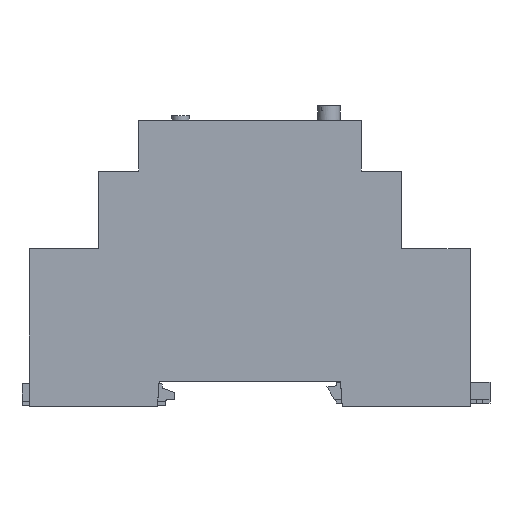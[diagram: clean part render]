
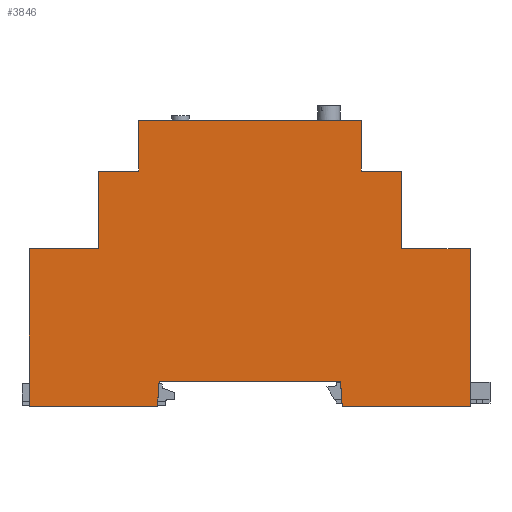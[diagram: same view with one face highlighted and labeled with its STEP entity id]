
A CAD part, left-side view. The second image highlights one B-rep face of the part: STEP entity #3846.
In plain terms, the highlighted planar face has unit normal (-1, 0, 0).
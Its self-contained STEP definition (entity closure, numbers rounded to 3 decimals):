
#3846=ADVANCED_FACE('',(#12116),#12118,.T.);
#12116=FACE_BOUND('',#12117,.T.);
#12117=EDGE_LOOP('',(#19658,#19659,#19660,#19661,#19662,#19663,#19664,#19665,#19666,
#19667,#19668,#19669,#19670,#19671,#19672,#19673));
#12118=PLANE('',#12119);
#12119=AXIS2_PLACEMENT_3D('',#12120,#12121,#12122);
#12120=CARTESIAN_POINT('',(-44.,0.,0.));
#12121=DIRECTION('',(-1.,0.,0.));
#12122=DIRECTION('',(0.,0.,-1.));
#19658=ORIENTED_EDGE('',*,*,#24676,.T.);
#19659=ORIENTED_EDGE('',*,*,#24677,.T.);
#19660=ORIENTED_EDGE('',*,*,#24678,.T.);
#19661=ORIENTED_EDGE('',*,*,#24679,.T.);
#19662=ORIENTED_EDGE('',*,*,#24680,.T.);
#19663=ORIENTED_EDGE('',*,*,#24681,.T.);
#19664=ORIENTED_EDGE('',*,*,#24682,.T.);
#19665=ORIENTED_EDGE('',*,*,#24683,.T.);
#19666=ORIENTED_EDGE('',*,*,#24684,.T.);
#19667=ORIENTED_EDGE('',*,*,#24685,.T.);
#19668=ORIENTED_EDGE('',*,*,#24686,.T.);
#19669=ORIENTED_EDGE('',*,*,#24484,.T.);
#19670=ORIENTED_EDGE('',*,*,#24675,.T.);
#19671=ORIENTED_EDGE('',*,*,#24687,.T.);
#19672=ORIENTED_EDGE('',*,*,#24688,.T.);
#19673=ORIENTED_EDGE('',*,*,#24689,.T.);
#24484=EDGE_CURVE('',#28514,#28512,#28515,.T.);
#24675=EDGE_CURVE('',#28512,#28883,#28885,.T.);
#24676=EDGE_CURVE('',#28886,#28887,#28888,.T.);
#24677=EDGE_CURVE('',#28887,#28889,#28890,.T.);
#24678=EDGE_CURVE('',#28889,#28891,#28892,.T.);
#24679=EDGE_CURVE('',#28891,#28893,#28894,.T.);
#24680=EDGE_CURVE('',#28893,#28895,#28896,.T.);
#24681=EDGE_CURVE('',#28895,#28897,#28898,.T.);
#24682=EDGE_CURVE('',#28897,#28899,#28900,.T.);
#24683=EDGE_CURVE('',#28899,#28901,#28902,.T.);
#24684=EDGE_CURVE('',#28901,#28903,#28904,.T.);
#24685=EDGE_CURVE('',#28903,#28905,#28906,.T.);
#24686=EDGE_CURVE('',#28905,#28514,#28907,.T.);
#24687=EDGE_CURVE('',#28883,#28908,#28909,.T.);
#24688=EDGE_CURVE('',#28908,#28910,#28911,.T.);
#24689=EDGE_CURVE('',#28910,#28886,#28912,.T.);
#28512=VERTEX_POINT('',#36451);
#28514=VERTEX_POINT('',#36455);
#28515=LINE('',#36456,#36457);
#28883=VERTEX_POINT('',#37341);
#28885=LINE('',#37345,#37346);
#28886=VERTEX_POINT('',#37348);
#28887=VERTEX_POINT('',#37349);
#28888=LINE('',#37350,#37351);
#28889=VERTEX_POINT('',#37353);
#28890=LINE('',#37354,#37355);
#28891=VERTEX_POINT('',#37357);
#28892=LINE('',#37358,#37359);
#28893=VERTEX_POINT('',#37361);
#28894=LINE('',#37362,#37363);
#28895=VERTEX_POINT('',#37365);
#28896=LINE('',#37366,#37367);
#28897=VERTEX_POINT('',#37369);
#28898=LINE('',#37370,#37371);
#28899=VERTEX_POINT('',#37373);
#28900=LINE('',#37374,#37375);
#28901=VERTEX_POINT('',#37377);
#28902=LINE('',#37378,#37379);
#28903=VERTEX_POINT('',#37381);
#28904=LINE('',#37382,#37383);
#28905=VERTEX_POINT('',#37385);
#28906=LINE('',#37386,#37387);
#28907=LINE('',#37389,#37390);
#28908=VERTEX_POINT('',#37392);
#28909=LINE('',#37393,#37394);
#28910=VERTEX_POINT('',#37396);
#28911=LINE('',#37397,#37398);
#28912=LINE('',#37400,#37401);
#36451=CARTESIAN_POINT('',(-44.,22.5,52.804));
#36455=CARTESIAN_POINT('',(-44.,-22.5,52.804));
#36456=CARTESIAN_POINT('',(-44.,-22.5,52.804));
#36457=VECTOR('',#36458,1.);
#36458=DIRECTION('',(0.,1.,0.));
#37341=CARTESIAN_POINT('',(-44.,22.5,42.606));
#37345=CARTESIAN_POINT('',(-44.,22.5,52.804));
#37346=VECTOR('',#37347,1.);
#37347=DIRECTION('',(0.,0.,-1.));
#37348=CARTESIAN_POINT('',(-44.,44.6,26.878));
#37349=CARTESIAN_POINT('',(-44.,44.6,-4.987));
#37350=CARTESIAN_POINT('',(-44.,44.6,26.878));
#37351=VECTOR('',#37352,1.);
#37352=DIRECTION('',(0.,0.,-1.));
#37353=CARTESIAN_POINT('',(-44.,18.7,-4.987));
#37354=CARTESIAN_POINT('',(-44.,44.6,-4.987));
#37355=VECTOR('',#37356,1.);
#37356=DIRECTION('',(0.,-1.,0.));
#37357=CARTESIAN_POINT('',(-44.,18.351,0.));
#37358=CARTESIAN_POINT('',(-44.,18.7,-4.987));
#37359=VECTOR('',#37360,1.);
#37360=DIRECTION('',(0.,-0.07,0.998));
#37361=CARTESIAN_POINT('',(-44.,-18.351,0.));
#37362=CARTESIAN_POINT('',(-44.,18.351,0.));
#37363=VECTOR('',#37364,1.);
#37364=DIRECTION('',(0.,-1.,0.));
#37365=CARTESIAN_POINT('',(-44.,-18.7,-4.987));
#37366=CARTESIAN_POINT('',(-44.,-18.351,0.));
#37367=VECTOR('',#37368,1.);
#37368=DIRECTION('',(0.,-0.07,-0.998));
#37369=CARTESIAN_POINT('',(-44.,-44.6,-4.987));
#37370=CARTESIAN_POINT('',(-44.,-18.7,-4.987));
#37371=VECTOR('',#37372,1.);
#37372=DIRECTION('',(0.,-1.,0.));
#37373=CARTESIAN_POINT('',(-44.,-44.6,26.878));
#37374=CARTESIAN_POINT('',(-44.,-44.6,-4.987));
#37375=VECTOR('',#37376,1.);
#37376=DIRECTION('',(0.,0.,1.));
#37377=CARTESIAN_POINT('',(-44.,-30.7,26.878));
#37378=CARTESIAN_POINT('',(-44.,-44.6,26.878));
#37379=VECTOR('',#37380,1.);
#37380=DIRECTION('',(0.,1.,0.));
#37381=CARTESIAN_POINT('',(-44.,-30.7,42.606));
#37382=CARTESIAN_POINT('',(-44.,-30.7,26.878));
#37383=VECTOR('',#37384,1.);
#37384=DIRECTION('',(0.,0.,1.));
#37385=CARTESIAN_POINT('',(-44.,-22.5,42.606));
#37386=CARTESIAN_POINT('',(-44.,-30.7,42.606));
#37387=VECTOR('',#37388,1.);
#37388=DIRECTION('',(0.,1.,0.));
#37389=CARTESIAN_POINT('',(-44.,-22.5,42.606));
#37390=VECTOR('',#37391,1.);
#37391=DIRECTION('',(0.,0.,1.));
#37392=CARTESIAN_POINT('',(-44.,30.7,42.606));
#37393=CARTESIAN_POINT('',(-44.,22.5,42.606));
#37394=VECTOR('',#37395,1.);
#37395=DIRECTION('',(0.,1.,0.));
#37396=CARTESIAN_POINT('',(-44.,30.7,26.878));
#37397=CARTESIAN_POINT('',(-44.,30.7,42.606));
#37398=VECTOR('',#37399,1.);
#37399=DIRECTION('',(0.,0.,-1.));
#37400=CARTESIAN_POINT('',(-44.,30.7,26.878));
#37401=VECTOR('',#37402,1.);
#37402=DIRECTION('',(0.,1.,0.));
